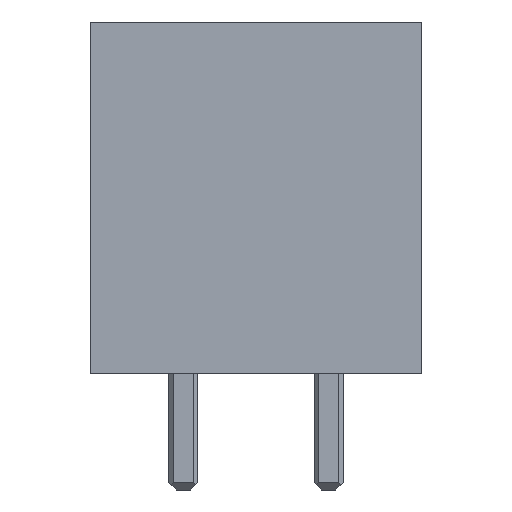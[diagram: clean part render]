
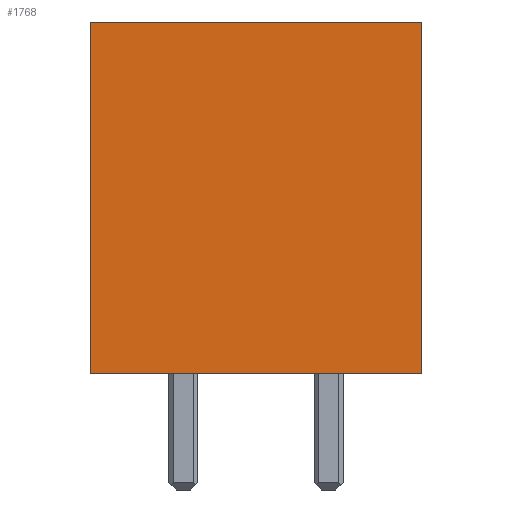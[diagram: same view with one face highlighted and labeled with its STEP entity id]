
A CAD part, front view. The second image highlights one B-rep face of the part: STEP entity #1768.
In plain terms, the highlighted planar face has unit normal (0, -1, 0).
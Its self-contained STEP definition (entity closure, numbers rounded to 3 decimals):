
#99 = DIRECTION ( 'NONE',  ( 0., 0., 1. ) ) ;
#349 = VERTEX_POINT ( 'NONE', #1682 ) ;
#560 = CARTESIAN_POINT ( 'NONE',  ( -5.7, -4.1, 12.1 ) ) ;
#594 = CARTESIAN_POINT ( 'NONE',  ( -5.7, -4.1, 12.1 ) ) ;
#768 = LINE ( 'NONE', #2943, #2230 ) ;
#862 = CARTESIAN_POINT ( 'NONE',  ( -5.7, -4.1, 12.1 ) ) ;
#867 = VERTEX_POINT ( 'NONE', #3083 ) ;
#871 = PLANE ( 'NONE',  #2929 ) ;
#925 = DIRECTION ( 'NONE',  ( 1., 0., 0. ) ) ;
#1031 = LINE ( 'NONE', #2157, #3343 ) ;
#1119 = DIRECTION ( 'NONE',  ( 0., 0., -1. ) ) ;
#1132 = CARTESIAN_POINT ( 'NONE',  ( -5.7, -4.1, 12.1 ) ) ;
#1142 = DIRECTION ( 'NONE',  ( 0., 1., 0. ) ) ;
#1162 = ORIENTED_EDGE ( 'NONE', *, *, #2535, .T. ) ;
#1173 = ORIENTED_EDGE ( 'NONE', *, *, #1843, .F. ) ;
#1246 = FACE_OUTER_BOUND ( 'NONE', #2673, .T. ) ;
#1294 = VERTEX_POINT ( 'NONE', #2005 ) ;
#1435 = DIRECTION ( 'NONE',  ( 1., 0., 0. ) ) ;
#1459 = EDGE_CURVE ( 'NONE', #1825, #867, #1495, .T. ) ;
#1495 = LINE ( 'NONE', #1132, #2696 ) ;
#1682 = CARTESIAN_POINT ( 'NONE',  ( 5.7, -4.1, 12.1 ) ) ;
#1768 = ADVANCED_FACE ( 'NONE', ( #1246 ), #871, .F. ) ;
#1825 = VERTEX_POINT ( 'NONE', #862 ) ;
#1843 = EDGE_CURVE ( 'NONE', #349, #1294, #1031, .T. ) ;
#2005 = CARTESIAN_POINT ( 'NONE',  ( 5.7, -4.1, 0. ) ) ;
#2157 = CARTESIAN_POINT ( 'NONE',  ( 5.7, -4.1, 12.1 ) ) ;
#2205 = DIRECTION ( 'NONE',  ( 0., 0., -1. ) ) ;
#2230 = VECTOR ( 'NONE', #1435, 1000. ) ;
#2271 = EDGE_CURVE ( 'NONE', #1825, #349, #2352, .T. ) ;
#2352 = LINE ( 'NONE', #560, #3252 ) ;
#2535 = EDGE_CURVE ( 'NONE', #867, #1294, #768, .T. ) ;
#2582 = ORIENTED_EDGE ( 'NONE', *, *, #1459, .T. ) ;
#2673 = EDGE_LOOP ( 'NONE', ( #1162, #1173, #2977, #2582 ) ) ;
#2696 = VECTOR ( 'NONE', #1119, 1000. ) ;
#2929 = AXIS2_PLACEMENT_3D ( 'NONE', #594, #1142, #99 ) ;
#2943 = CARTESIAN_POINT ( 'NONE',  ( -5.7, -4.1, 0. ) ) ;
#2977 = ORIENTED_EDGE ( 'NONE', *, *, #2271, .F. ) ;
#3083 = CARTESIAN_POINT ( 'NONE',  ( -5.7, -4.1, 0. ) ) ;
#3252 = VECTOR ( 'NONE', #925, 1000. ) ;
#3343 = VECTOR ( 'NONE', #2205, 1000. ) ;
